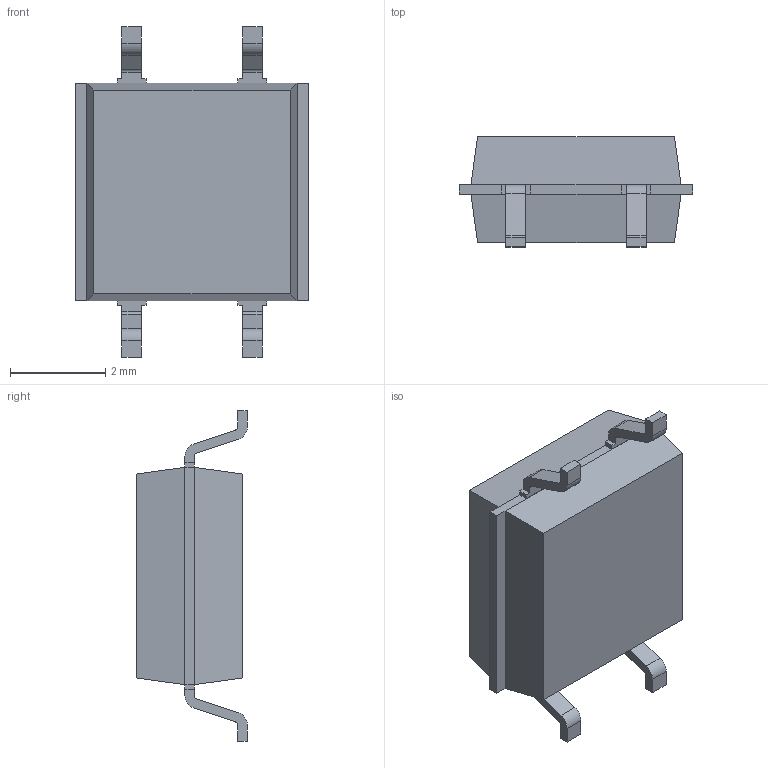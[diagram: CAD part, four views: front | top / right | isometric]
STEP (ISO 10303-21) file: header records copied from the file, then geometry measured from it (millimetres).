
FILE_DESCRIPTION (( 'STEP AP214' ), '1' );
FILE_NAME ('VOM1271T.STEP', '2020-04-29T19:30:45', ( '' ), ( '' ), 'SwSTEP 2.0', 'SolidWorks 2017', '' );
FILE_SCHEMA (( 'AUTOMOTIVE_DESIGN' ));
Length unit declared in the file: millimetre
Products named in the file (1): VOM1271T
Bounding box: 4.92 x 2.32 x 6.95 mm (x, y, z)
Volume: 43.4 mm3; surface area: 91.2 mm2
Topology: 6 solids, 6 shells, 97 faces, 244 edges, 160 vertices
Faces by surface type: plane 77, cylinder 20
Entity records: 2953 total; most frequent: CARTESIAN_POINT 502, ORIENTED_EDGE 488, DIRECTION 480, EDGE_CURVE 244, LINE 204, VECTOR 204, VERTEX_POINT 160, AXIS2_PLACEMENT_3D 138
